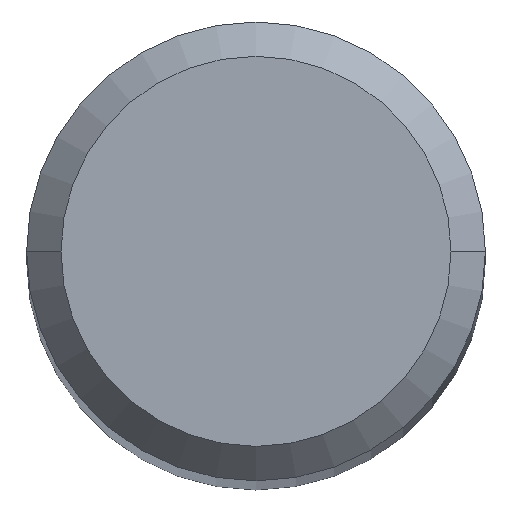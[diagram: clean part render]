
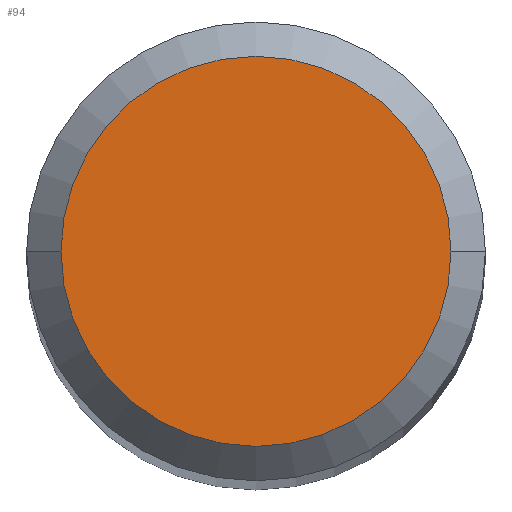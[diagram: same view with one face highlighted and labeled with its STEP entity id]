
A CAD part, top view. The second image highlights one B-rep face of the part: STEP entity #94.
In plain terms, the highlighted planar face has unit normal (0, 0, 1).
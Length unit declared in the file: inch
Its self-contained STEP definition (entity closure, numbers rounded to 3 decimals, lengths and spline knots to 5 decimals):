
#3 = EDGE_CURVE ( 'NONE', #393, #280, #43, .T. ) ;
#18 = CARTESIAN_POINT ( 'NONE',  ( 0., 0., 0. ) ) ;
#24 = CARTESIAN_POINT ( 'NONE',  ( 0.05312, 0., 0. ) ) ;
#43 = CIRCLE ( 'NONE', #91, 0.05312 ) ;
#45 = ORIENTED_EDGE ( 'NONE', *, *, #249, .T. ) ;
#57 = CARTESIAN_POINT ( 'NONE',  ( 0., 0., 0. ) ) ;
#80 = ORIENTED_EDGE ( 'NONE', *, *, #3, .T. ) ;
#91 = AXIS2_PLACEMENT_3D ( 'NONE', #18, #396, #229 ) ;
#94 = ADVANCED_FACE ( 'NONE', ( #256 ), #136, .F. ) ;
#96 = DIRECTION ( 'NONE',  ( -1., 0., 0. ) ) ;
#136 = PLANE ( 'NONE',  #489 ) ;
#137 = CARTESIAN_POINT ( 'NONE',  ( -0.05312, 0., 0. ) ) ;
#229 = DIRECTION ( 'NONE',  ( 1., 0., 0. ) ) ;
#231 = CARTESIAN_POINT ( 'NONE',  ( 0., 0., 0. ) ) ;
#249 = EDGE_CURVE ( 'NONE', #280, #393, #284, .T. ) ;
#256 = FACE_OUTER_BOUND ( 'NONE', #316, .T. ) ;
#280 = VERTEX_POINT ( 'NONE', #24 ) ;
#284 = CIRCLE ( 'NONE', #386, 0.05312 ) ;
#288 = DIRECTION ( 'NONE',  ( 0., 0., -1. ) ) ;
#308 = DIRECTION ( 'NONE',  ( 0., 0., 1. ) ) ;
#316 = EDGE_LOOP ( 'NONE', ( #80, #45 ) ) ;
#386 = AXIS2_PLACEMENT_3D ( 'NONE', #231, #308, #467 ) ;
#393 = VERTEX_POINT ( 'NONE', #137 ) ;
#396 = DIRECTION ( 'NONE',  ( 0., 0., 1. ) ) ;
#467 = DIRECTION ( 'NONE',  ( 1., 0., 0. ) ) ;
#489 = AXIS2_PLACEMENT_3D ( 'NONE', #57, #288, #96 ) ;
